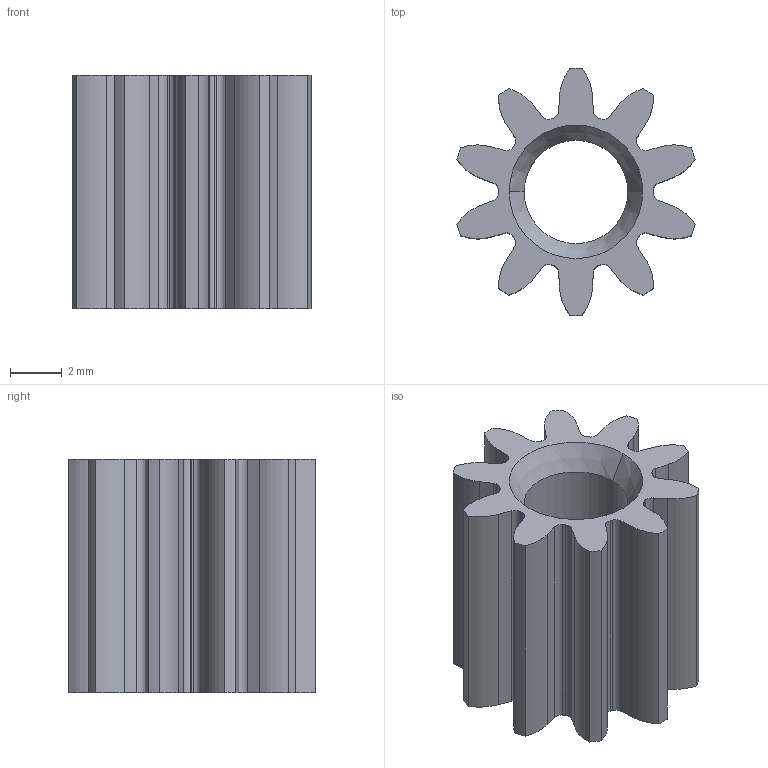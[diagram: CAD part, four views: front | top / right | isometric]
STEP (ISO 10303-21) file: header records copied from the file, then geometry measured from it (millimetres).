
FILE_DESCRIPTION (( 'STEP AP214' ), '1' );
FILE_NAME ('Gear00027.STEP', '2017-09-01T08:19:22', ( '13' ), ( '' ), 'SwSTEP 2.0', 'SolidWorks 2012', '' );
FILE_SCHEMA (( 'AUTOMOTIVE_DESIGN' ));
Length unit declared in the file: millimetre
Products named in the file (1): Gear00027
Bounding box: 9.19 x 9.53 x 9 mm (x, y, z)
Volume: 314.5 mm3; surface area: 604.3 mm2
Topology: 1 solids, 1 shells, 93 faces, 269 edges, 178 vertices
Faces by surface type: cylinder 47, plane 22, bspline 20, cone 4
Entity records: 3327 total; most frequent: CARTESIAN_POINT 881, ORIENTED_EDGE 538, DIRECTION 475, EDGE_CURVE 269, VERTEX_POINT 178, AXIS2_PLACEMENT_3D 172, LINE 131, VECTOR 131
